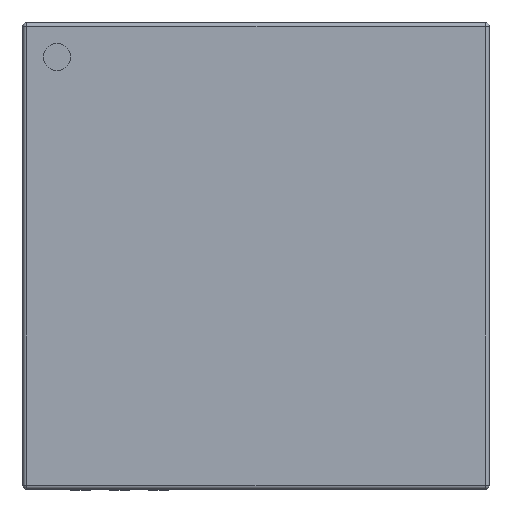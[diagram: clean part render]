
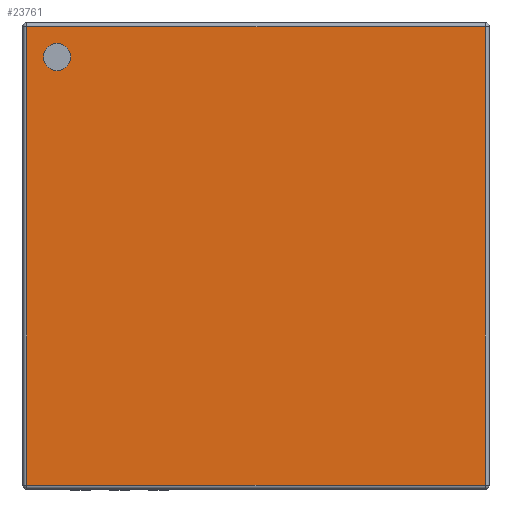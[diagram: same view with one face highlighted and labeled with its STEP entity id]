
A CAD part, top view. The second image highlights one B-rep face of the part: STEP entity #23761.
In plain terms, the highlighted planar face has unit normal (0, 0, 1).
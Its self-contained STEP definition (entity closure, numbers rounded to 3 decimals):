
#5396 = CYLINDRICAL_SURFACE('',#5397,0.05);
#5397 = AXIS2_PLACEMENT_3D('',#5398,#5399,#5400);
#5398 = CARTESIAN_POINT('',(-2.99,-2.94,0.83));
#5399 = DIRECTION('',(1.,0.,0.));
#5400 = DIRECTION('',(0.,-1.,0.));
#20234 = VERTEX_POINT('',#20235);
#20235 = CARTESIAN_POINT('',(-2.94,-2.94,0.88));
#20257 = EDGE_CURVE('',#20234,#20258,#20260,.T.);
#20258 = VERTEX_POINT('',#20259);
#20259 = CARTESIAN_POINT('',(2.94,-2.94,0.88));
#20260 = SURFACE_CURVE('',#20261,(#20265,#20272),.PCURVE_S1.);
#20261 = LINE('',#20262,#20263);
#20262 = CARTESIAN_POINT('',(-2.99,-2.94,0.88));
#20263 = VECTOR('',#20264,1.);
#20264 = DIRECTION('',(1.,0.,0.));
#20265 = PCURVE('',#5396,#20266);
#20266 = DEFINITIONAL_REPRESENTATION('',(#20267),#20271);
#20267 = LINE('',#20268,#20269);
#20268 = CARTESIAN_POINT('',(-1.571,0.));
#20269 = VECTOR('',#20270,1.);
#20270 = DIRECTION('',(-0.,1.));
#20271 = ( GEOMETRIC_REPRESENTATION_CONTEXT(2) 
PARAMETRIC_REPRESENTATION_CONTEXT() REPRESENTATION_CONTEXT('2D SPACE',''
  ) );
#20272 = PCURVE('',#20273,#20278);
#20273 = PLANE('',#20274);
#20274 = AXIS2_PLACEMENT_3D('',#20275,#20276,#20277);
#20275 = CARTESIAN_POINT('',(-2.99,-2.99,0.88));
#20276 = DIRECTION('',(0.,0.,1.));
#20277 = DIRECTION('',(1.,0.,0.));
#20278 = DEFINITIONAL_REPRESENTATION('',(#20279),#20283);
#20279 = LINE('',#20280,#20281);
#20280 = CARTESIAN_POINT('',(0.,0.05));
#20281 = VECTOR('',#20282,1.);
#20282 = DIRECTION('',(1.,0.));
#20283 = ( GEOMETRIC_REPRESENTATION_CONTEXT(2) 
PARAMETRIC_REPRESENTATION_CONTEXT() REPRESENTATION_CONTEXT('2D SPACE',''
  ) );
#20905 = CYLINDRICAL_SURFACE('',#20906,0.05);
#20906 = AXIS2_PLACEMENT_3D('',#20907,#20908,#20909);
#20907 = CARTESIAN_POINT('',(-2.94,-2.94,0.83));
#20908 = DIRECTION('',(0.,1.,0.));
#20909 = DIRECTION('',(-1.,0.,0.));
#21901 = CYLINDRICAL_SURFACE('',#21902,0.05);
#21902 = AXIS2_PLACEMENT_3D('',#21903,#21904,#21905);
#21903 = CARTESIAN_POINT('',(-2.99,2.94,0.83));
#21904 = DIRECTION('',(1.,0.,0.));
#21905 = DIRECTION('',(0.,1.,0.));
#22508 = CYLINDRICAL_SURFACE('',#22509,0.05);
#22509 = AXIS2_PLACEMENT_3D('',#22510,#22511,#22512);
#22510 = CARTESIAN_POINT('',(2.94,-2.94,0.83));
#22511 = DIRECTION('',(0.,1.,0.));
#22512 = DIRECTION('',(0.,0.,1.));
#23761 = ADVANCED_FACE('',(#23762,#23832),#20273,.T.);
#23762 = FACE_BOUND('',#23763,.T.);
#23763 = EDGE_LOOP('',(#23764,#23765,#23788,#23811));
#23764 = ORIENTED_EDGE('',*,*,#20257,.T.);
#23765 = ORIENTED_EDGE('',*,*,#23766,.T.);
#23766 = EDGE_CURVE('',#20258,#23767,#23769,.T.);
#23767 = VERTEX_POINT('',#23768);
#23768 = CARTESIAN_POINT('',(2.94,2.94,0.88));
#23769 = SURFACE_CURVE('',#23770,(#23774,#23781),.PCURVE_S1.);
#23770 = LINE('',#23771,#23772);
#23771 = CARTESIAN_POINT('',(2.94,-2.94,0.88));
#23772 = VECTOR('',#23773,1.);
#23773 = DIRECTION('',(0.,1.,0.));
#23774 = PCURVE('',#20273,#23775);
#23775 = DEFINITIONAL_REPRESENTATION('',(#23776),#23780);
#23776 = LINE('',#23777,#23778);
#23777 = CARTESIAN_POINT('',(5.93,0.05));
#23778 = VECTOR('',#23779,1.);
#23779 = DIRECTION('',(0.,1.));
#23780 = ( GEOMETRIC_REPRESENTATION_CONTEXT(2) 
PARAMETRIC_REPRESENTATION_CONTEXT() REPRESENTATION_CONTEXT('2D SPACE',''
  ) );
#23781 = PCURVE('',#22508,#23782);
#23782 = DEFINITIONAL_REPRESENTATION('',(#23783),#23787);
#23783 = LINE('',#23784,#23785);
#23784 = CARTESIAN_POINT('',(0.,0.));
#23785 = VECTOR('',#23786,1.);
#23786 = DIRECTION('',(0.,1.));
#23787 = ( GEOMETRIC_REPRESENTATION_CONTEXT(2) 
PARAMETRIC_REPRESENTATION_CONTEXT() REPRESENTATION_CONTEXT('2D SPACE',''
  ) );
#23788 = ORIENTED_EDGE('',*,*,#23789,.F.);
#23789 = EDGE_CURVE('',#23790,#23767,#23792,.T.);
#23790 = VERTEX_POINT('',#23791);
#23791 = CARTESIAN_POINT('',(-2.94,2.94,0.88));
#23792 = SURFACE_CURVE('',#23793,(#23797,#23804),.PCURVE_S1.);
#23793 = LINE('',#23794,#23795);
#23794 = CARTESIAN_POINT('',(-2.99,2.94,0.88));
#23795 = VECTOR('',#23796,1.);
#23796 = DIRECTION('',(1.,0.,0.));
#23797 = PCURVE('',#20273,#23798);
#23798 = DEFINITIONAL_REPRESENTATION('',(#23799),#23803);
#23799 = LINE('',#23800,#23801);
#23800 = CARTESIAN_POINT('',(0.,5.93));
#23801 = VECTOR('',#23802,1.);
#23802 = DIRECTION('',(1.,0.));
#23803 = ( GEOMETRIC_REPRESENTATION_CONTEXT(2) 
PARAMETRIC_REPRESENTATION_CONTEXT() REPRESENTATION_CONTEXT('2D SPACE',''
  ) );
#23804 = PCURVE('',#21901,#23805);
#23805 = DEFINITIONAL_REPRESENTATION('',(#23806),#23810);
#23806 = LINE('',#23807,#23808);
#23807 = CARTESIAN_POINT('',(1.571,0.));
#23808 = VECTOR('',#23809,1.);
#23809 = DIRECTION('',(0.,1.));
#23810 = ( GEOMETRIC_REPRESENTATION_CONTEXT(2) 
PARAMETRIC_REPRESENTATION_CONTEXT() REPRESENTATION_CONTEXT('2D SPACE',''
  ) );
#23811 = ORIENTED_EDGE('',*,*,#23812,.F.);
#23812 = EDGE_CURVE('',#20234,#23790,#23813,.T.);
#23813 = SURFACE_CURVE('',#23814,(#23818,#23825),.PCURVE_S1.);
#23814 = LINE('',#23815,#23816);
#23815 = CARTESIAN_POINT('',(-2.94,-2.94,0.88));
#23816 = VECTOR('',#23817,1.);
#23817 = DIRECTION('',(0.,1.,0.));
#23818 = PCURVE('',#20273,#23819);
#23819 = DEFINITIONAL_REPRESENTATION('',(#23820),#23824);
#23820 = LINE('',#23821,#23822);
#23821 = CARTESIAN_POINT('',(0.05,0.05));
#23822 = VECTOR('',#23823,1.);
#23823 = DIRECTION('',(0.,1.));
#23824 = ( GEOMETRIC_REPRESENTATION_CONTEXT(2) 
PARAMETRIC_REPRESENTATION_CONTEXT() REPRESENTATION_CONTEXT('2D SPACE',''
  ) );
#23825 = PCURVE('',#20905,#23826);
#23826 = DEFINITIONAL_REPRESENTATION('',(#23827),#23831);
#23827 = LINE('',#23828,#23829);
#23828 = CARTESIAN_POINT('',(1.571,0.));
#23829 = VECTOR('',#23830,1.);
#23830 = DIRECTION('',(0.,1.));
#23831 = ( GEOMETRIC_REPRESENTATION_CONTEXT(2) 
PARAMETRIC_REPRESENTATION_CONTEXT() REPRESENTATION_CONTEXT('2D SPACE',''
  ) );
#23832 = FACE_BOUND('',#23833,.T.);
#23833 = EDGE_LOOP('',(#23834));
#23834 = ORIENTED_EDGE('',*,*,#23835,.F.);
#23835 = EDGE_CURVE('',#23836,#23836,#23838,.T.);
#23836 = VERTEX_POINT('',#23837);
#23837 = CARTESIAN_POINT('',(-2.375,-2.55,0.88));
#23838 = SURFACE_CURVE('',#23839,(#23844,#23851),.PCURVE_S1.);
#23839 = CIRCLE('',#23840,0.175);
#23840 = AXIS2_PLACEMENT_3D('',#23841,#23842,#23843);
#23841 = CARTESIAN_POINT('',(-2.55,-2.55,0.88));
#23842 = DIRECTION('',(0.,0.,1.));
#23843 = DIRECTION('',(1.,0.,0.));
#23844 = PCURVE('',#20273,#23845);
#23845 = DEFINITIONAL_REPRESENTATION('',(#23846),#23850);
#23846 = CIRCLE('',#23847,0.175);
#23847 = AXIS2_PLACEMENT_2D('',#23848,#23849);
#23848 = CARTESIAN_POINT('',(0.44,0.44));
#23849 = DIRECTION('',(1.,0.));
#23850 = ( GEOMETRIC_REPRESENTATION_CONTEXT(2) 
PARAMETRIC_REPRESENTATION_CONTEXT() REPRESENTATION_CONTEXT('2D SPACE',''
  ) );
#23851 = PCURVE('',#23852,#23857);
#23852 = CYLINDRICAL_SURFACE('',#23853,0.175);
#23853 = AXIS2_PLACEMENT_3D('',#23854,#23855,#23856);
#23854 = CARTESIAN_POINT('',(-2.55,-2.55,0.88));
#23855 = DIRECTION('',(-0.,-0.,-1.));
#23856 = DIRECTION('',(1.,0.,0.));
#23857 = DEFINITIONAL_REPRESENTATION('',(#23858),#23862);
#23858 = LINE('',#23859,#23860);
#23859 = CARTESIAN_POINT('',(-0.,0.));
#23860 = VECTOR('',#23861,1.);
#23861 = DIRECTION('',(-1.,0.));
#23862 = ( GEOMETRIC_REPRESENTATION_CONTEXT(2) 
PARAMETRIC_REPRESENTATION_CONTEXT() REPRESENTATION_CONTEXT('2D SPACE',''
  ) );
